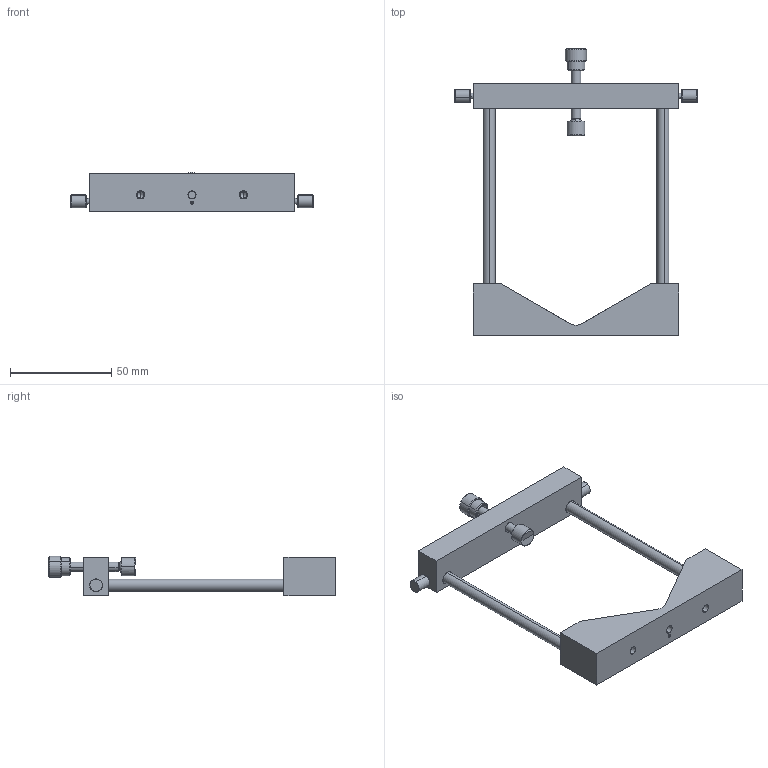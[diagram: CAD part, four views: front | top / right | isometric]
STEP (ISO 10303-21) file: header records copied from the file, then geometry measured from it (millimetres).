
FILE_DESCRIPTION (( 'STEP AP214' ), '1' );
FILE_NAME ('12317-E0W.STEP', '2011-08-08T20:53:22', ( 'Admin' ), ( 'Thorlabs, Inc.' ), 'SwSTEP 2.0', 'SolidWorks 2011', '' );
FILE_SCHEMA (( 'AUTOMOTIVE_DESIGN' ));
Length unit declared in the file: inch
Products named in the file (1): 12317-E0W
Bounding box: 119.79 x 141.67 x 19.4 mm (x, y, z)
Volume: 63472.6 mm3; surface area: 23171.6 mm2
Topology: 11 solids, 11 shells, 270 faces, 593 edges, 352 vertices
Faces by surface type: plane 102, cylinder 82, cone 82, sphere 2, torus 2
Entity records: 11091 total; most frequent: CARTESIAN_POINT 1460, DIRECTION 1319, ORIENTED_EDGE 1140, EDGE_CURVE 570, AXIS2_PLACEMENT_3D 498, VERTEX_POINT 349, VECTOR 323, LINE 323
